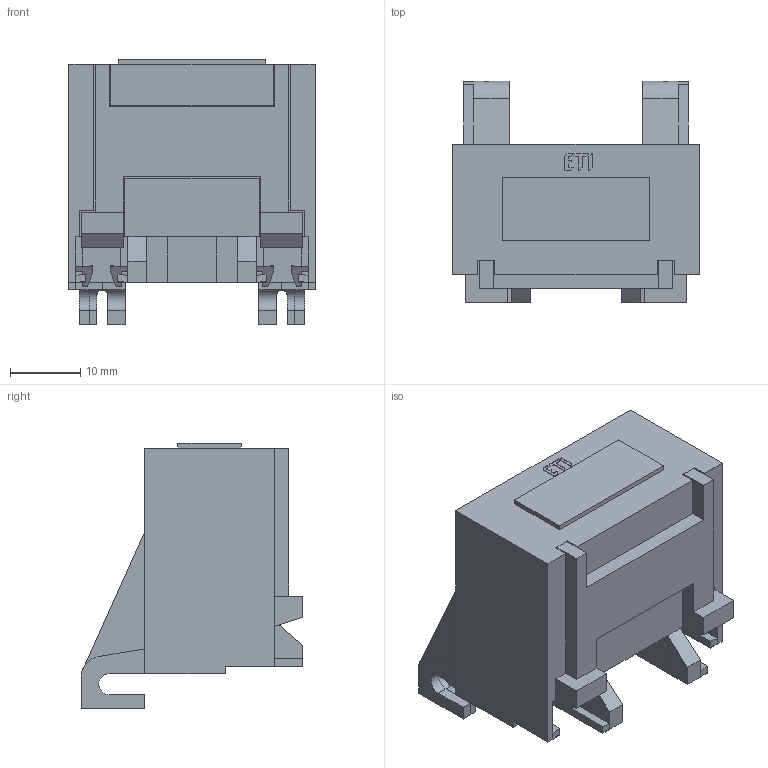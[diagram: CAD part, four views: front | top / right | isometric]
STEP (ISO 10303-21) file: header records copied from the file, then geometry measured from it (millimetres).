
FILE_DESCRIPTION((''),'2;1');
FILE_NAME('CES_MIL_6_45_ASM','2021-06-09T',('marketing.praksa'),('Audax d.o.o.'),'CREO PARAMETRIC BY PTC INC, 2017480','CREO PARAMETRIC BY PTC INC, 2017480','');
FILE_SCHEMA(('AUTOMOTIVE_DESIGN { 1 0 10303 214 1 1 1 1 }'));
Length unit declared in the file: millimetre
Products named in the file (5): WHIT; FEEE; PRT9528; PRT0015; CES_MIL_6_45_ASM
Assembly tree (4 placements, depth 2):
  CES_MIL_6_45_ASM
    WHIT
    FEEE
    PRT9528
    PRT0015
Bounding box: 35 x 31.5 x 37.7 mm (x, y, z)
Volume: 19450.5 mm3; surface area: 9029.7 mm2
Topology: 6 solids, 6 shells, 374 faces, 1007 edges, 648 vertices
Faces by surface type: plane 318, cylinder 56
Entity records: 17656 total; most frequent: CARTESIAN_POINT 2145, ORIENTED_EDGE 2014, DIRECTION 1883, PRESENTATION_STYLE_ASSIGNMENT 1387, STYLED_ITEM 1387, CURVE_STYLE 1007, EDGE_CURVE 1007, VECTOR 881
